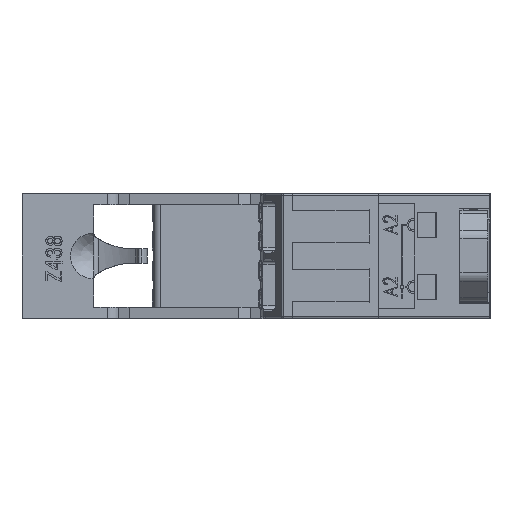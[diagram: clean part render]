
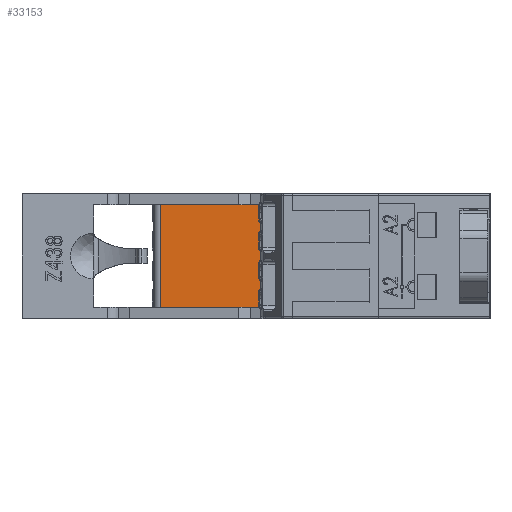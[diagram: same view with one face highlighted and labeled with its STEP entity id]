
A CAD part, left-side view. The second image highlights one B-rep face of the part: STEP entity #33153.
In plain terms, the highlighted planar face has unit normal (-1, 0, 0).
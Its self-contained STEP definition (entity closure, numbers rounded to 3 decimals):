
#1536=CIRCLE('',#35161,0.25);
#1537=CIRCLE('',#35162,0.25);
#2248=FACE_OUTER_BOUND('',#4048,.T.);
#4048=EDGE_LOOP('',(#23286,#23287,#23288,#23289,#23290,#23291,#23292,#23293,
#23294,#23295));
#6531=LINE('',#49964,#10332);
#6535=LINE('',#49975,#10336);
#6536=LINE('',#49978,#10337);
#6537=LINE('',#49982,#10338);
#6538=LINE('',#49986,#10339);
#6539=LINE('',#49988,#10340);
#6540=LINE('',#49990,#10341);
#6541=LINE('',#49991,#10342);
#10332=VECTOR('',#39121,19.6);
#10336=VECTOR('',#39133,1.3);
#10337=VECTOR('',#39136,6.65);
#10338=VECTOR('',#39139,12.25);
#10339=VECTOR('',#39142,6.65);
#10340=VECTOR('',#39143,1.3);
#10341=VECTOR('',#39144,19.6);
#10342=VECTOR('',#39145,15.35);
#14252=VERTEX_POINT('',#49959);
#14253=VERTEX_POINT('',#49963);
#14256=VERTEX_POINT('',#49973);
#14257=VERTEX_POINT('',#49977);
#14258=VERTEX_POINT('',#49979);
#14259=VERTEX_POINT('',#49981);
#14260=VERTEX_POINT('',#49983);
#14261=VERTEX_POINT('',#49985);
#14262=VERTEX_POINT('',#49987);
#14263=VERTEX_POINT('',#49989);
#17793=EDGE_CURVE('',#14253,#14252,#6531,.T.);
#17799=EDGE_CURVE('',#14253,#14256,#6535,.T.);
#17800=EDGE_CURVE('',#14256,#14257,#6536,.T.);
#17801=EDGE_CURVE('',#14257,#14258,#1536,.T.);
#17802=EDGE_CURVE('',#14258,#14259,#6537,.T.);
#17803=EDGE_CURVE('',#14259,#14260,#1537,.T.);
#17804=EDGE_CURVE('',#14260,#14261,#6538,.T.);
#17805=EDGE_CURVE('',#14262,#14261,#6539,.T.);
#17806=EDGE_CURVE('',#14263,#14262,#6540,.T.);
#17807=EDGE_CURVE('',#14252,#14263,#6541,.T.);
#23286=ORIENTED_EDGE('',*,*,#17793,.F.);
#23287=ORIENTED_EDGE('',*,*,#17799,.T.);
#23288=ORIENTED_EDGE('',*,*,#17800,.T.);
#23289=ORIENTED_EDGE('',*,*,#17801,.T.);
#23290=ORIENTED_EDGE('',*,*,#17802,.T.);
#23291=ORIENTED_EDGE('',*,*,#17803,.T.);
#23292=ORIENTED_EDGE('',*,*,#17804,.T.);
#23293=ORIENTED_EDGE('',*,*,#17805,.F.);
#23294=ORIENTED_EDGE('',*,*,#17806,.F.);
#23295=ORIENTED_EDGE('',*,*,#17807,.F.);
#31842=PLANE('',#35160);
#33153=ADVANCED_FACE('',(#2248),#31842,.F.);
#35160=AXIS2_PLACEMENT_3D('',#49976,#39134,#39135);
#35161=AXIS2_PLACEMENT_3D('',#49980,#39137,#39138);
#35162=AXIS2_PLACEMENT_3D('',#49984,#39140,#39141);
#39121=DIRECTION('',(0.,1.,0.));
#39133=DIRECTION('',(0.,0.,1.));
#39134=DIRECTION('center_axis',(1.,0.,0.));
#39135=DIRECTION('ref_axis',(0.,1.,0.));
#39136=DIRECTION('',(0.,1.,0.));
#39137=DIRECTION('center_axis',(1.,0.,0.));
#39138=DIRECTION('ref_axis',(0.,0.,-1.));
#39139=DIRECTION('',(0.,0.,1.));
#39140=DIRECTION('center_axis',(1.,0.,0.));
#39141=DIRECTION('ref_axis',(0.,1.,0.));
#39142=DIRECTION('',(0.,-1.,0.));
#39143=DIRECTION('',(0.,0.,-1.));
#39144=DIRECTION('',(0.,-1.,0.));
#39145=DIRECTION('',(0.,0.,1.));
#49959=CARTESIAN_POINT('',(55.7,12.7,-7.675));
#49963=CARTESIAN_POINT('',(55.7,-6.9,-7.675));
#49964=CARTESIAN_POINT('',(55.7,-6.9,-7.675));
#49973=CARTESIAN_POINT('',(55.7,-6.9,-6.375));
#49975=CARTESIAN_POINT('',(55.7,-6.9,-7.675));
#49976=CARTESIAN_POINT('Origin',(55.7,0.,7.925));
#49977=CARTESIAN_POINT('',(55.7,-0.25,-6.375));
#49978=CARTESIAN_POINT('',(55.7,-6.9,-6.375));
#49979=CARTESIAN_POINT('',(55.7,0.,-6.125));
#49980=CARTESIAN_POINT('Origin',(55.7,-0.25,-6.125));
#49981=CARTESIAN_POINT('',(55.7,0.,6.125));
#49982=CARTESIAN_POINT('',(55.7,0.,-6.125));
#49983=CARTESIAN_POINT('',(55.7,-0.25,6.375));
#49984=CARTESIAN_POINT('Origin',(55.7,-0.25,6.125));
#49985=CARTESIAN_POINT('',(55.7,-6.9,6.375));
#49986=CARTESIAN_POINT('',(55.7,-0.25,6.375));
#49987=CARTESIAN_POINT('',(55.7,-6.9,7.675));
#49988=CARTESIAN_POINT('',(55.7,-6.9,7.675));
#49989=CARTESIAN_POINT('',(55.7,12.7,7.675));
#49990=CARTESIAN_POINT('',(55.7,12.7,7.675));
#49991=CARTESIAN_POINT('',(55.7,12.7,-7.675));
